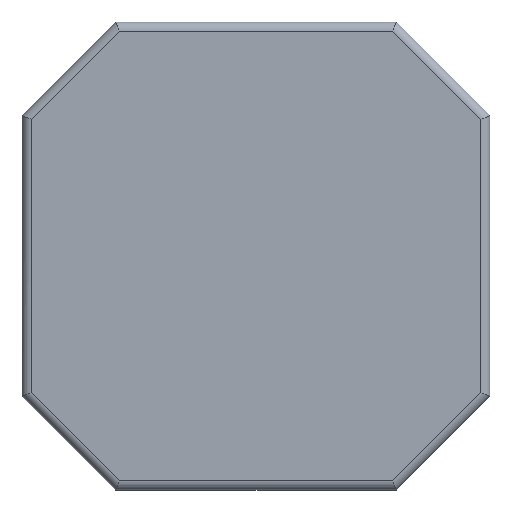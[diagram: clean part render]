
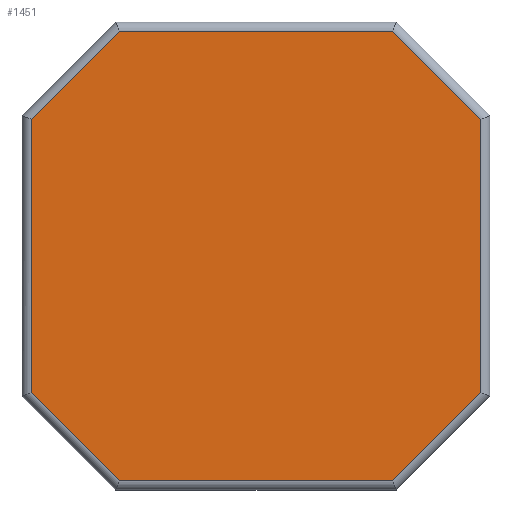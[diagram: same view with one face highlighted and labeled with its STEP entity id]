
A CAD part, front view. The second image highlights one B-rep face of the part: STEP entity #1451.
In plain terms, the highlighted planar face has unit normal (0, -1, 0).
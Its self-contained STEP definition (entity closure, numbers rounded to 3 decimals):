
#75=PLANE('',#1558);
#133=FACE_OUTER_BOUND('',#216,.T.);
#216=EDGE_LOOP('',(#1036,#1037,#1038,#1039,#1040,#1041,#1042,#1043));
#317=LINE('',#2068,#478);
#319=LINE('',#2076,#480);
#321=LINE('',#2083,#482);
#323=LINE('',#2091,#484);
#326=LINE('',#2099,#487);
#328=LINE('',#2105,#489);
#329=LINE('',#2108,#490);
#332=LINE('',#2112,#493);
#478=VECTOR('',#1663,10.);
#480=VECTOR('',#1671,10.);
#482=VECTOR('',#1677,10.);
#484=VECTOR('',#1685,10.);
#487=VECTOR('',#1692,10.);
#489=VECTOR('',#1698,10.);
#490=VECTOR('',#1703,10.);
#493=VECTOR('',#1708,10.);
#639=VERTEX_POINT('',#2066);
#640=VERTEX_POINT('',#2067);
#643=VERTEX_POINT('',#2075);
#645=VERTEX_POINT('',#2081);
#646=VERTEX_POINT('',#2082);
#649=VERTEX_POINT('',#2090);
#652=VERTEX_POINT('',#2098);
#654=VERTEX_POINT('',#2104);
#777=EDGE_CURVE('',#639,#640,#317,.T.);
#781=EDGE_CURVE('',#640,#643,#319,.T.);
#784=EDGE_CURVE('',#645,#646,#321,.T.);
#788=EDGE_CURVE('',#646,#649,#323,.T.);
#792=EDGE_CURVE('',#649,#652,#326,.T.);
#795=EDGE_CURVE('',#652,#654,#328,.T.);
#797=EDGE_CURVE('',#643,#645,#329,.T.);
#800=EDGE_CURVE('',#654,#639,#332,.T.);
#1036=ORIENTED_EDGE('',*,*,#784,.F.);
#1037=ORIENTED_EDGE('',*,*,#797,.F.);
#1038=ORIENTED_EDGE('',*,*,#781,.F.);
#1039=ORIENTED_EDGE('',*,*,#777,.F.);
#1040=ORIENTED_EDGE('',*,*,#800,.F.);
#1041=ORIENTED_EDGE('',*,*,#795,.F.);
#1042=ORIENTED_EDGE('',*,*,#792,.F.);
#1043=ORIENTED_EDGE('',*,*,#788,.F.);
#1451=ADVANCED_FACE('',(#133),#75,.F.);
#1558=AXIS2_PLACEMENT_3D('',#2131,#1726,#1727);
#1663=DIRECTION('',(-1.,0.,0.));
#1671=DIRECTION('',(-0.707,0.,0.707));
#1677=DIRECTION('',(0.707,0.,0.707));
#1685=DIRECTION('',(1.,0.,0.));
#1692=DIRECTION('',(0.707,0.,-0.707));
#1698=DIRECTION('',(0.,0.,-1.));
#1703=DIRECTION('',(0.,0.,1.));
#1708=DIRECTION('',(-0.707,0.,-0.707));
#1726=DIRECTION('center_axis',(0.,1.,0.));
#1727=DIRECTION('ref_axis',(1.,0.,0.));
#2066=CARTESIAN_POINT('',(15.309,0.,-23.129));
#2067=CARTESIAN_POINT('',(-13.863,0.,-23.129));
#2068=CARTESIAN_POINT('',(8.223,0.,-23.129));
#2075=CARTESIAN_POINT('',(-23.277,0.,-13.715));
#2076=CARTESIAN_POINT('',(-16.07,0.,-20.922));
#2081=CARTESIAN_POINT('',(-23.277,0.,15.457));
#2082=CARTESIAN_POINT('',(-13.863,0.,24.871));
#2083=CARTESIAN_POINT('',(-21.07,0.,17.664));
#2090=CARTESIAN_POINT('',(15.309,0.,24.871));
#2091=CARTESIAN_POINT('',(-6.777,0.,24.871));
#2098=CARTESIAN_POINT('',(24.723,0.,15.457));
#2099=CARTESIAN_POINT('',(17.516,0.,22.664));
#2104=CARTESIAN_POINT('',(24.723,0.,-13.715));
#2105=CARTESIAN_POINT('',(24.723,0.,8.371));
#2108=CARTESIAN_POINT('',(-23.277,0.,-6.629));
#2112=CARTESIAN_POINT('',(22.516,0.,-15.922));
#2131=CARTESIAN_POINT('Origin',(0.723,0.,0.871));
